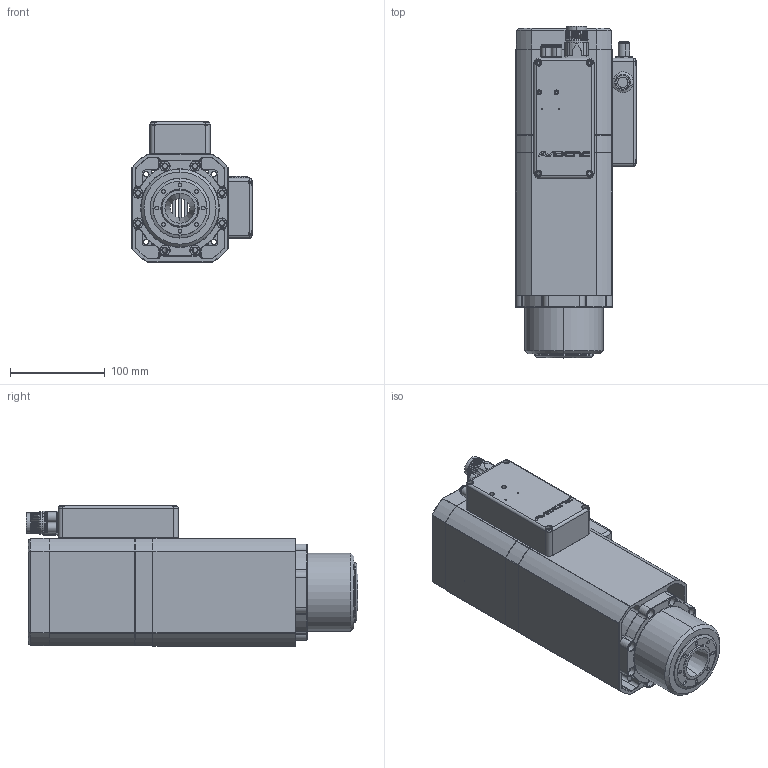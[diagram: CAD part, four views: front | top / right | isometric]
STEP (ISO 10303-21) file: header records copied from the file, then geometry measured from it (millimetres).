
FILE_DESCRIPTION (( 'STEP AP214' ), '1' );
FILE_NAME ('AV40S.STEP', '2025-07-22T18:39:26', ( 'crpadmin' ), ( '' ), 'SwSTEP 2.0', 'SolidWorks 2025', '' );
FILE_SCHEMA (( 'AUTOMOTIVE_DESIGN' ));
Length unit declared in the file: inch
Products named in the file (1): AV40S
Bounding box: 127 x 351.06 x 148.39 mm (x, y, z)
Volume: 1374103 mm3; surface area: 499984.3 mm2
Topology: 27 solids, 31 shells, 2794 faces, 7147 edges, 4475 vertices
Faces by surface type: cylinder 1111, plane 939, cone 462, torus 214, bspline 52, sphere 16
Entity records: 119758 total; most frequent: CARTESIAN_POINT 50907, DIRECTION 14693, ORIENTED_EDGE 14246, EDGE_CURVE 7123, AXIS2_PLACEMENT_3D 5586, VERTEX_POINT 4465, VECTOR 3521, LINE 3521
